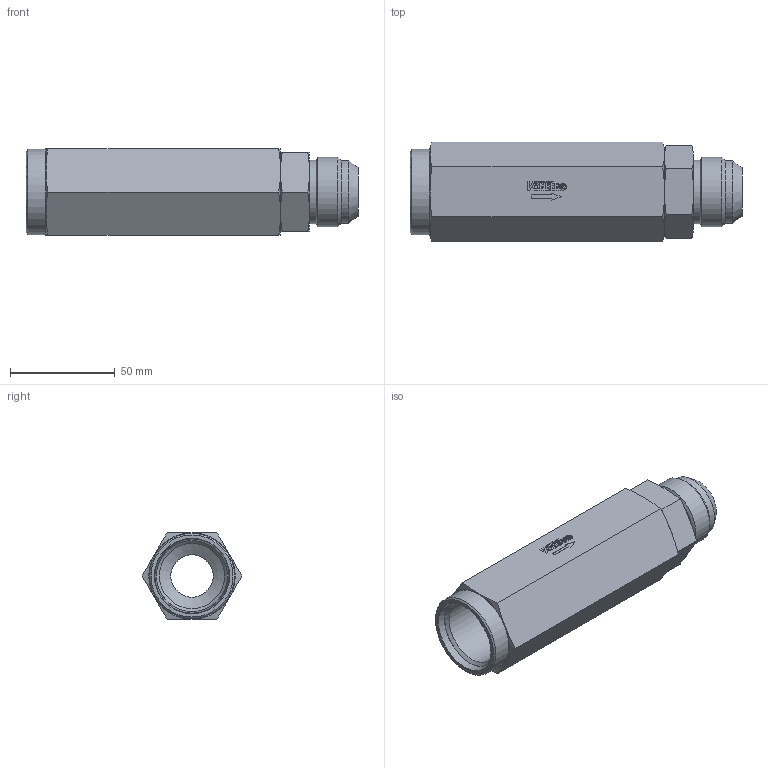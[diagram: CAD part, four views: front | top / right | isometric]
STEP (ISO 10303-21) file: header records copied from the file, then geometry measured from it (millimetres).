
FILE_DESCRIPTION((''),'2;1');
FILE_NAME('10412-216.stp','2015-01-02T15:07:40',('jml'),(''),'Autodesk Inventor 2010','Autodesk Inventor 2010','');
FILE_SCHEMA(('AUTOMOTIVE_DESIGN { 1 0 10303 214 1 1 1 1 }'));
Length unit declared in the file: inch
Products named in the file (3): 10412-216; 320117; 990170
Assembly tree (2 placements, depth 2):
  10412-216
    320117
    990170
Bounding box: 158.39 x 47.66 x 41.27 mm (x, y, z)
Volume: 144543.4 mm3; surface area: 40103.9 mm2
Topology: 3 solids, 3 shells, 168 faces, 401 edges, 255 vertices
Faces by surface type: plane 104, cone 36, cylinder 25, torus 3
Full cylindrical faces by diameter (mm): 1.74 x1, 20.244 x1, 21.438 x1, 30.048 x1, 30.404 x2, 31.039 x2, 33.325 x2, 40.64 x1
Entity records: 4711 total; most frequent: CARTESIAN_POINT 890, DIRECTION 756, ORIENTED_EDGE 742, EDGE_CURVE 371, AXIS2_PLACEMENT_3D 260, VERTEX_POINT 250, VECTOR 236, LINE 236
